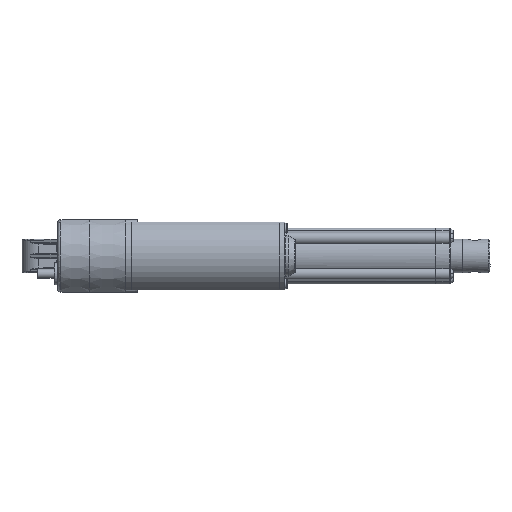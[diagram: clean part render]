
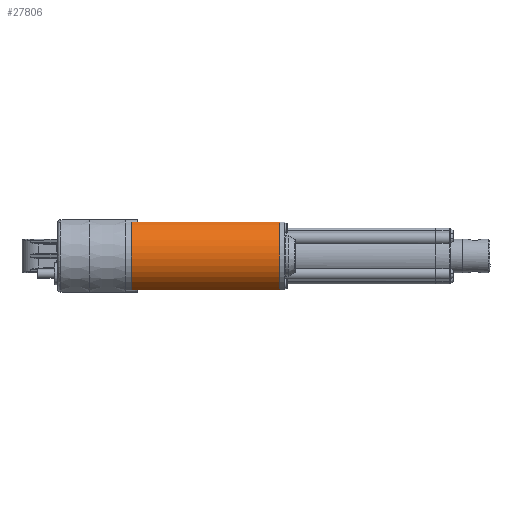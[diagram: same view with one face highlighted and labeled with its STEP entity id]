
A CAD part, left-side view. The second image highlights one B-rep face of the part: STEP entity #27806.
In plain terms, the highlighted cylindrical face has radius 22.5 mm (diameter 45 mm), a partial arc.
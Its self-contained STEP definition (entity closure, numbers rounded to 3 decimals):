
#2021 = AXIS2_PLACEMENT_3D ( 'NONE', #8668, #9019, #9123 ) ;
#4824 = EDGE_LOOP ( 'NONE', ( #29784, #29366, #29315, #30363 ) ) ;
#8125 = CARTESIAN_POINT ( 'NONE',  ( -10.308, -5.6, -20. ) ) ;
#8668 = CARTESIAN_POINT ( 'NONE',  ( 0., -91., 0. ) ) ;
#8744 = CARTESIAN_POINT ( 'NONE',  ( -10.308, -92.9, -20. ) ) ;
#9019 = DIRECTION ( 'NONE',  ( 0., -1., 0. ) ) ;
#9123 = DIRECTION ( 'NONE',  ( 0., 0., -1. ) ) ;
#9172 = CARTESIAN_POINT ( 'NONE',  ( -10.308, -92.9, 20. ) ) ;
#9205 = CARTESIAN_POINT ( 'NONE',  ( -10.308, -5.6, 20. ) ) ;
#14966 = CARTESIAN_POINT ( 'NONE',  ( 0., -5.6, 0. ) ) ;
#14967 = DIRECTION ( 'NONE',  ( 0., -1., 0. ) ) ;
#14968 = DIRECTION ( 'NONE',  ( 0., 0., -1. ) ) ;
#15384 = CARTESIAN_POINT ( 'NONE',  ( -10.308, -91., 20. ) ) ;
#15385 = DIRECTION ( 'NONE',  ( 0., 1., 0. ) ) ;
#15483 = CARTESIAN_POINT ( 'NONE',  ( -10.308, -91., -20. ) ) ;
#15484 = DIRECTION ( 'NONE',  ( 0., -1., 0. ) ) ;
#16182 = CIRCLE ( 'NONE', #23057, 22.5 ) ;
#16263 = CIRCLE ( 'NONE', #23078, 22.5 ) ;
#16286 = LINE ( 'NONE', #15384, #16297 ) ;
#16297 = VECTOR ( 'NONE', #15385, 1000. ) ;
#16302 = LINE ( 'NONE', #15483, #16304 ) ;
#16304 = VECTOR ( 'NONE', #15484, 1000. ) ;
#19474 = CARTESIAN_POINT ( 'NONE',  ( 0., -92.9, 0. ) ) ;
#19476 = DIRECTION ( 'NONE',  ( 0., 1., 0. ) ) ;
#19478 = DIRECTION ( 'NONE',  ( 0., 0., -1. ) ) ;
#23057 = AXIS2_PLACEMENT_3D ( 'NONE', #19474, #19476, #19478 ) ;
#23078 = AXIS2_PLACEMENT_3D ( 'NONE', #14966, #14967, #14968 ) ;
#25602 = VERTEX_POINT ( 'NONE', #8125 ) ;
#26056 = VERTEX_POINT ( 'NONE', #9205 ) ;
#26144 = VERTEX_POINT ( 'NONE', #9172 ) ;
#26606 = VERTEX_POINT ( 'NONE', #8744 ) ;
#27806 = ADVANCED_FACE ( 'NONE', ( #31541 ), #31536, .T. ) ;
#29315 = ORIENTED_EDGE ( 'NONE', *, *, #33992, .T. ) ;
#29366 = ORIENTED_EDGE ( 'NONE', *, *, #33968, .T. ) ;
#29784 = ORIENTED_EDGE ( 'NONE', *, *, #33986, .T. ) ;
#30363 = ORIENTED_EDGE ( 'NONE', *, *, #33883, .T. ) ;
#31536 = CYLINDRICAL_SURFACE ( 'NONE', #2021, 22.5 ) ;
#31541 = FACE_OUTER_BOUND ( 'NONE', #4824, .T. ) ;
#33883 = EDGE_CURVE ( 'NONE', #26606, #26144, #16182, .T. ) ;
#33968 = EDGE_CURVE ( 'NONE', #26056, #25602, #16263, .T. ) ;
#33986 = EDGE_CURVE ( 'NONE', #26144, #26056, #16286, .T. ) ;
#33992 = EDGE_CURVE ( 'NONE', #25602, #26606, #16302, .T. ) ;
